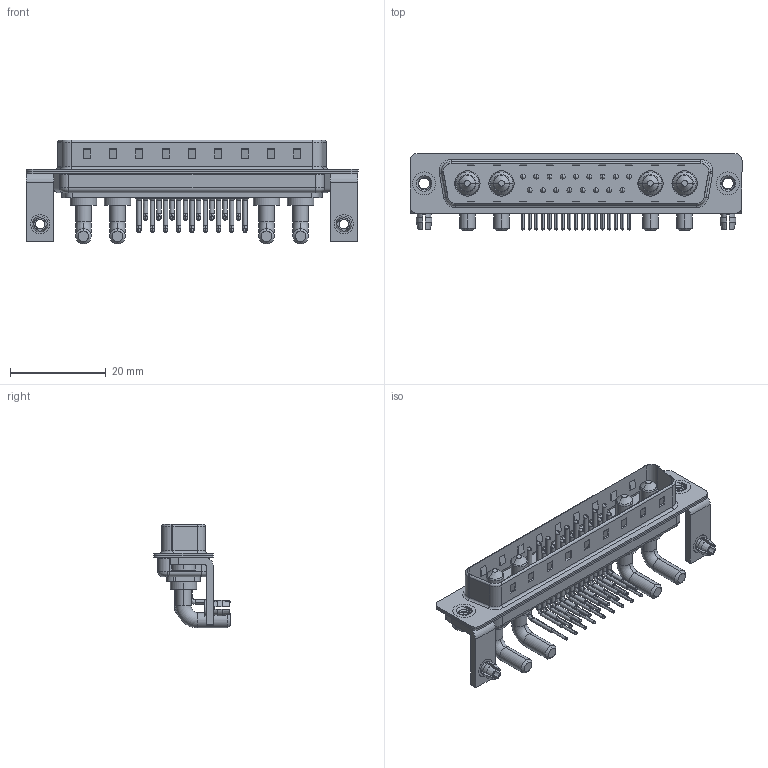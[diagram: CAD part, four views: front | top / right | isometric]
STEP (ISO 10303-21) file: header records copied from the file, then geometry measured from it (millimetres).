
FILE_DESCRIPTION (( 'STEP AP203' ), '1' );
FILE_NAME ('629-21W4240-3NB.STEP', '2022-05-17T00:10:47', ( '' ), ( '' ), 'SwSTEP 2.0', 'SolidWorks 2020', '' );
FILE_SCHEMA (( 'CONFIG_CONTROL_DESIGN' ));
Length unit declared in the file: millimetre
Products named in the file (10): 629-21W4240-3NB; 629Combo Threaded Rivet_2; 629Combo Contact Row 2; 629Combo Shell Front_37 Contacts; 629Combo Contact Row 1; 629Combo Shell Rear_37 Contacts; Power Pin_30A RA; 629Combo Stabilizer Bracket; 629Combo Housing_21W4; 629Combo Board Lock
Assembly tree (30 placements, depth 2):
  629-21W4240-3NB
    629Combo Housing_21W4
    629Combo Shell Rear_37 Contacts
    629Combo Shell Front_37 Contacts
    629Combo Threaded Rivet_2  x2
    629Combo Stabilizer Bracket  x2
    629Combo Board Lock  x2
    Power Pin_30A RA  x4
    629Combo Contact Row 1  x9
    629Combo Contact Row 2  x8
Bounding box: 69.4 x 16.05 x 21.7 mm (x, y, z)
Volume: 4915.4 mm3; surface area: 11034.9 mm2
Topology: 34 solids, 34 shells, 2594 faces, 7085 edges, 4586 vertices
Faces by surface type: plane 1399, cylinder 893, cone 124, bspline 112, torus 66
Entity records: 29288 total; most frequent: CARTESIAN_POINT 6260, DIRECTION 4649, ORIENTED_EDGE 4344, EDGE_CURVE 2172, AXIS2_PLACEMENT_3D 1672, VERTEX_POINT 1402, VECTOR 1305, LINE 1305
